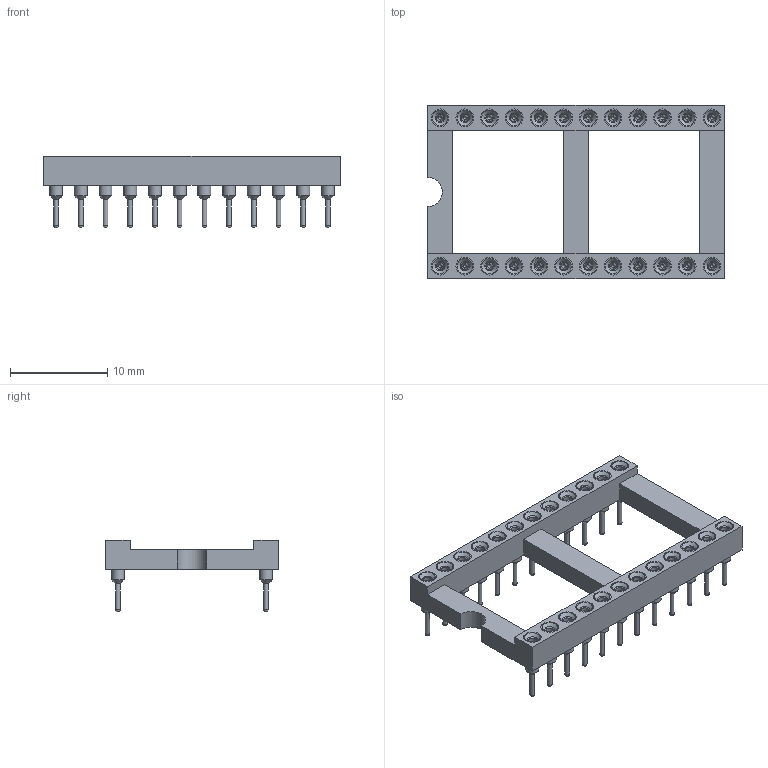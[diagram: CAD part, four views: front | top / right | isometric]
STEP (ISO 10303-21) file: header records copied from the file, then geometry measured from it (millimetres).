
FILE_DESCRIPTION(('STEP AP214'), '1');
FILE_NAME('SCxM', '', ('UNSPECIFIED'), ('UNSPECIFIED'), 'ASCON STEP Converter 1.6', 'ASCON Math Kernel', '');
FILE_SCHEMA(('AUTOMOTIVE_DESIGN { 1 0 10303 214 3 1 1}'));
Length unit declared in the file: millimetre
Products named in the file (1): SCLM
Bounding box: 30.48 x 17.78 x 7.4 mm (x, y, z)
Volume: 638.3 mm3; surface area: 2472.3 mm2
Topology: 49 solids, 49 shells, 978 faces, 2166 edges, 1260 vertices
Faces by surface type: plane 473, cone 288, cylinder 193, sphere 24
Full cylindrical faces by diameter (mm): 0.48 x24, 0.8 x24, 1 x48, 1.32 x48, 1.83 x48
Entity records: 36456 total; most frequent: CARTESIAN_POINT 8221, DIRECTION 4366, ORIENTED_EDGE 3612, AXIS2_PLACEMENT_3D 1965, EDGE_CURVE 1806, EDGE_LOOP 1364, VERTEX_POINT 1212, COLOUR_RGB 1027
